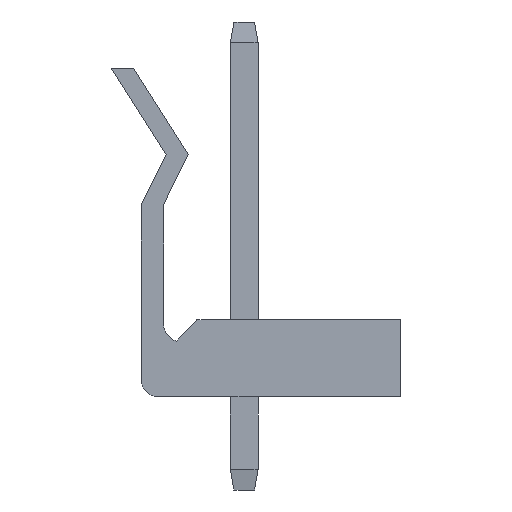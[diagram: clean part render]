
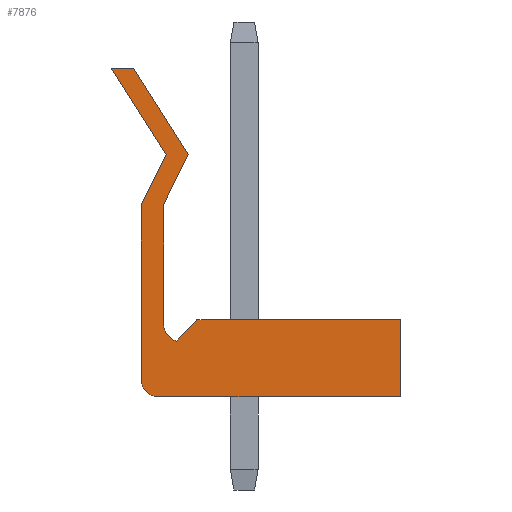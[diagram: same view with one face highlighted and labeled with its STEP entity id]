
A CAD part, left-side view. The second image highlights one B-rep face of the part: STEP entity #7876.
In plain terms, the highlighted planar face has unit normal (-1, 0, 0).
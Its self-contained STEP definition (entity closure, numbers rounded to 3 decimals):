
#352=CIRCLE('',#8253,0.635);
#353=CIRCLE('',#8254,0.635);
#579=ORIENTED_EDGE('',*,*,#2101,.T.);
#580=ORIENTED_EDGE('',*,*,#2102,.T.);
#581=ORIENTED_EDGE('',*,*,#2050,.T.);
#582=ORIENTED_EDGE('',*,*,#2103,.T.);
#583=ORIENTED_EDGE('',*,*,#2088,.T.);
#584=ORIENTED_EDGE('',*,*,#2104,.T.);
#585=ORIENTED_EDGE('',*,*,#2105,.T.);
#586=ORIENTED_EDGE('',*,*,#2106,.T.);
#587=ORIENTED_EDGE('',*,*,#2107,.T.);
#588=ORIENTED_EDGE('',*,*,#2108,.T.);
#589=ORIENTED_EDGE('',*,*,#2109,.T.);
#590=ORIENTED_EDGE('',*,*,#2110,.T.);
#591=ORIENTED_EDGE('',*,*,#2111,.T.);
#2050=EDGE_CURVE('',#2824,#2825,#3364,.T.);
#2088=EDGE_CURVE('',#2863,#2862,#3402,.T.);
#2101=EDGE_CURVE('',#2873,#2874,#3413,.T.);
#2102=EDGE_CURVE('',#2874,#2824,#352,.T.);
#2103=EDGE_CURVE('',#2825,#2863,#3414,.T.);
#2104=EDGE_CURVE('',#2862,#2875,#3415,.T.);
#2105=EDGE_CURVE('',#2875,#2876,#353,.F.);
#2106=EDGE_CURVE('',#2876,#2877,#3416,.T.);
#2107=EDGE_CURVE('',#2877,#2878,#3417,.T.);
#2108=EDGE_CURVE('',#2878,#2879,#3418,.T.);
#2109=EDGE_CURVE('',#2879,#2880,#3419,.T.);
#2110=EDGE_CURVE('',#2880,#2881,#3420,.T.);
#2111=EDGE_CURVE('',#2881,#2873,#3421,.T.);
#2824=VERTEX_POINT('',#9895);
#2825=VERTEX_POINT('',#9896);
#2862=VERTEX_POINT('',#9971);
#2863=VERTEX_POINT('',#9973);
#2873=VERTEX_POINT('',#9998);
#2874=VERTEX_POINT('',#9999);
#2875=VERTEX_POINT('',#10003);
#2876=VERTEX_POINT('',#10005);
#2877=VERTEX_POINT('',#10007);
#2878=VERTEX_POINT('',#10009);
#2879=VERTEX_POINT('',#10011);
#2880=VERTEX_POINT('',#10013);
#2881=VERTEX_POINT('',#10015);
#3364=LINE('',#9894,#3892);
#3402=LINE('',#9972,#3930);
#3413=LINE('',#9997,#3941);
#3414=LINE('',#10001,#3942);
#3415=LINE('',#10002,#3943);
#3416=LINE('',#10006,#3944);
#3417=LINE('',#10008,#3945);
#3418=LINE('',#10010,#3946);
#3419=LINE('',#10012,#3947);
#3420=LINE('',#10014,#3948);
#3421=LINE('',#10016,#3949);
#3892=VECTOR('',#8694,1000.);
#3930=VECTOR('',#8734,1000.);
#3941=VECTOR('',#8753,1000.);
#3942=VECTOR('',#8756,1000.);
#3943=VECTOR('',#8757,1000.);
#3944=VECTOR('',#8760,1000.);
#3945=VECTOR('',#8761,1000.);
#3946=VECTOR('',#8762,1000.);
#3947=VECTOR('',#8763,1000.);
#3948=VECTOR('',#8764,1000.);
#3949=VECTOR('',#8765,1000.);
#4374=EDGE_LOOP('',(#579,#580,#581,#582,#583,#584,#585,#586,#587,#588,#589,
#590,#591));
#4760=FACE_BOUND('',#4374,.T.);
#5125=PLANE('',#8252);
#7876=ADVANCED_FACE('',(#4760),#5125,.T.);
#8252=AXIS2_PLACEMENT_3D('',#9996,#8751,#8752);
#8253=AXIS2_PLACEMENT_3D('',#10000,#8754,#8755);
#8254=AXIS2_PLACEMENT_3D('',#10004,#8758,#8759);
#8694=DIRECTION('',(0.,-1.,0.));
#8734=DIRECTION('',(0.,1.,0.));
#8751=DIRECTION('',(-1.,0.,0.));
#8752=DIRECTION('',(0.,0.,1.));
#8753=DIRECTION('',(0.,0.,-1.));
#8754=DIRECTION('',(-1.,0.,0.));
#8755=DIRECTION('',(0.,0.,1.));
#8756=DIRECTION('',(0.,0.,1.));
#8757=DIRECTION('',(0.,0.693,-0.721));
#8758=DIRECTION('',(-1.,0.,0.));
#8759=DIRECTION('',(0.,0.,1.));
#8760=DIRECTION('',(0.,0.,1.));
#8761=DIRECTION('',(0.,-0.443,0.896));
#8762=DIRECTION('',(0.,0.536,0.844));
#8763=DIRECTION('',(0.,1.,0.));
#8764=DIRECTION('',(0.,-0.536,-0.844));
#8765=DIRECTION('',(0.,0.443,-0.896));
#9894=CARTESIAN_POINT('',(-13.658,-5.715,0.));
#9895=CARTESIAN_POINT('',(-13.658,3.124,0.));
#9896=CARTESIAN_POINT('',(-13.658,-5.715,0.));
#9971=CARTESIAN_POINT('',(-13.658,1.725,2.819));
#9972=CARTESIAN_POINT('',(-13.658,-5.715,2.819));
#9973=CARTESIAN_POINT('',(-13.658,-5.715,2.819));
#9996=CARTESIAN_POINT('',(-13.658,0.,0.));
#9997=CARTESIAN_POINT('',(-13.658,3.759,0.));
#9998=CARTESIAN_POINT('',(-13.658,3.759,7.01));
#9999=CARTESIAN_POINT('',(-13.658,3.759,0.635));
#10000=CARTESIAN_POINT('',(-13.658,3.124,0.635));
#10001=CARTESIAN_POINT('',(-13.658,-5.715,2.819));
#10002=CARTESIAN_POINT('',(-13.658,1.725,2.819));
#10003=CARTESIAN_POINT('',(-13.658,2.476,2.038));
#10004=CARTESIAN_POINT('',(-13.658,2.311,2.651));
#10005=CARTESIAN_POINT('',(-13.658,2.946,2.651));
#10006=CARTESIAN_POINT('',(-13.658,2.946,2.819));
#10007=CARTESIAN_POINT('',(-13.658,2.946,7.01));
#10008=CARTESIAN_POINT('',(-13.658,2.946,7.01));
#10009=CARTESIAN_POINT('',(-13.658,2.042,8.84));
#10010=CARTESIAN_POINT('',(-13.658,2.042,8.84));
#10011=CARTESIAN_POINT('',(-13.658,4.041,11.989));
#10012=CARTESIAN_POINT('',(-13.658,4.853,11.989));
#10013=CARTESIAN_POINT('',(-13.658,4.853,11.989));
#10014=CARTESIAN_POINT('',(-13.658,2.854,8.84));
#10015=CARTESIAN_POINT('',(-13.658,2.854,8.84));
#10016=CARTESIAN_POINT('',(-13.658,3.759,7.01));
